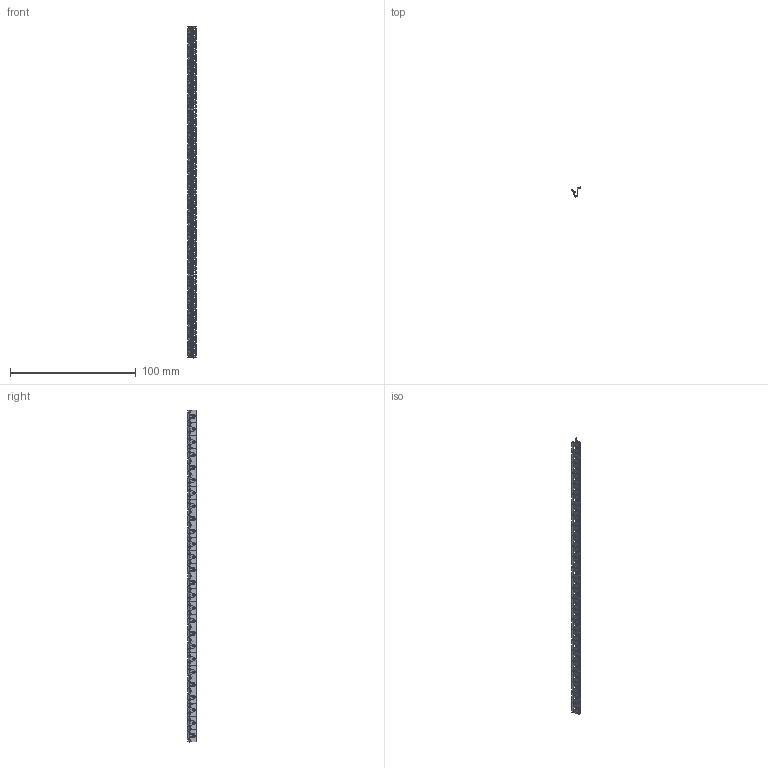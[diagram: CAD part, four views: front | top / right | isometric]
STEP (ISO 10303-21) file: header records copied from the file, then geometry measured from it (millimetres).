
FILE_DESCRIPTION(/* description */ (''),/* implementation_level */ '2;1');
FILE_NAME(/* name */ '86001063_EMV Feder AP M 63TE.stp',/* time_stamp */ '2014-08-29T12:49:30+02:00',/* author */ ('kotzmaier'),/* organization */ ('Fa. Bopla'),/* preprocessor_version */ 'ST-DEVELOPER v15.2',/* originating_system */ 'Autodesk Inventor 2014',/* authorisation */ '');
FILE_SCHEMA (('AUTOMOTIVE_DESIGN { 1 0 10303 214 3 1 1 }'));
Products named in the file (1): EMV_FEDER_AP_M_63TE_3DSYM PART1
Bounding box: 6.93 x 7.55 x 264.16 mm (x, y, z)
Volume: 358.9 mm3; surface area: 7453.1 mm2
Topology: 1 solids, 1 shells, 4328 faces, 10430 edges, 6000 vertices
Faces by surface type: plane 3062, cylinder 1266
Full cylindrical faces by diameter (mm): 1.5 x26
Entity records: 122767 total; most frequent: DIRECTION 21568, CARTESIAN_POINT 21383, ORIENTED_EDGE 20860, EDGE_CURVE 10430, LINE 7742, VECTOR 7742, AXIS2_PLACEMENT_3D 6913, VERTEX_POINT 6000
